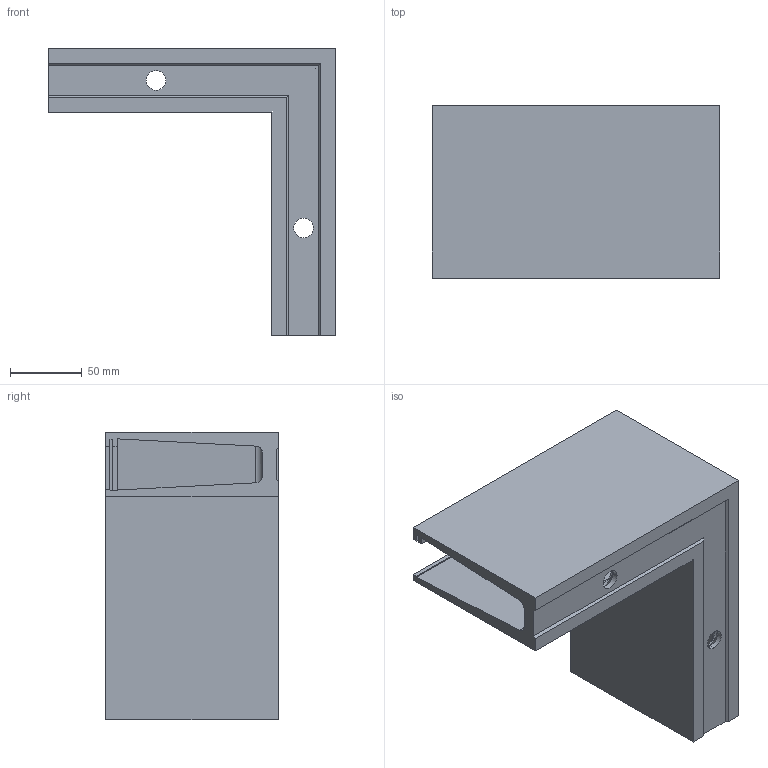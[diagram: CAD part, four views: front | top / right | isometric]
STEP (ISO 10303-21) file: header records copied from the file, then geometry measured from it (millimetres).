
FILE_DESCRIPTION (( 'STEP AP214' ), '1' );
FILE_NAME ('1805440BEC.STEP', '2019-06-26T08:04:15', ( '' ), ( '' ), 'SwSTEP 2.0', 'SolidWorks 2018', '' );
FILE_SCHEMA (( 'AUTOMOTIVE_DESIGN' ));
Length unit declared in the file: millimetre
Products named in the file (1): 1805440BEC
Bounding box: 200 x 120 x 200 mm (x, y, z)
Volume: 729814.7 mm3; surface area: 202175 mm2
Topology: 1 solids, 1 shells, 52 faces, 142 edges, 90 vertices
Faces by surface type: plane 36, cylinder 12, cone 4
Entity records: 1760 total; most frequent: CARTESIAN_POINT 399, ORIENTED_EDGE 284, DIRECTION 266, EDGE_CURVE 142, VECTOR 112, LINE 112, VERTEX_POINT 90, AXIS2_PLACEMENT_3D 77
